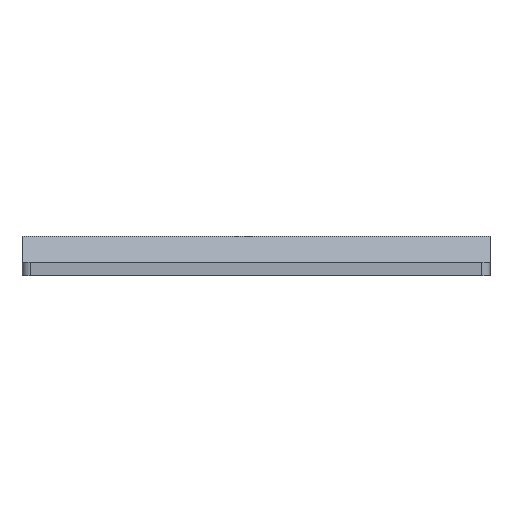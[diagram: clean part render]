
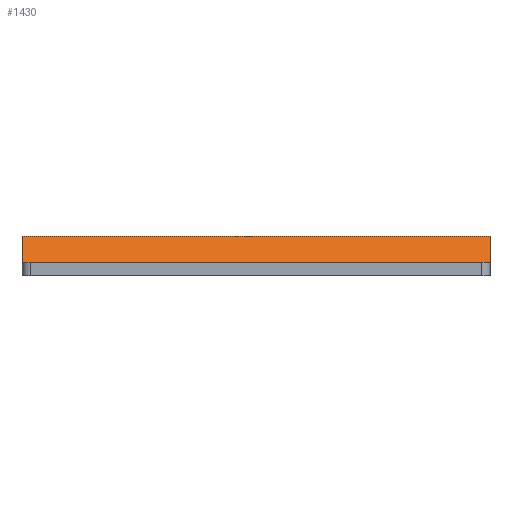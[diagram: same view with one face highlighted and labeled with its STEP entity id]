
A CAD part, top view. The second image highlights one B-rep face of the part: STEP entity #1430.
In plain terms, the highlighted planar face has unit normal (0, 0.707, 0.707).
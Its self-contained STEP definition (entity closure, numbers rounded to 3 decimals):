
#32 = DIRECTION ( 'NONE',  ( 1., 0., 0. ) ) ;
#400 = EDGE_CURVE ( 'NONE', #1042, #3103, #1339, .T. ) ;
#502 = CARTESIAN_POINT ( 'NONE',  ( -52.9, 0., 11.195 ) ) ;
#561 = FACE_OUTER_BOUND ( 'NONE', #3709, .T. ) ;
#1008 = PLANE ( 'NONE',  #3254 ) ;
#1042 = VERTEX_POINT ( 'NONE', #5069 ) ;
#1239 = VECTOR ( 'NONE', #2933, 1000. ) ;
#1283 = CARTESIAN_POINT ( 'NONE',  ( 52.9, 0., 11.195 ) ) ;
#1339 = LINE ( 'NONE', #1283, #4001 ) ;
#1430 = ADVANCED_FACE ( 'NONE', ( #561 ), #1008, .T. ) ;
#1593 = ORIENTED_EDGE ( 'NONE', *, *, #400, .F. ) ;
#1715 = EDGE_CURVE ( 'NONE', #4160, #4020, #2937, .T. ) ;
#2068 = LINE ( 'NONE', #3181, #4118 ) ;
#2071 = VECTOR ( 'NONE', #2537, 1000. ) ;
#2179 = DIRECTION ( 'NONE',  ( 0., 0.707, 0.707 ) ) ;
#2218 = CARTESIAN_POINT ( 'NONE',  ( -52.9, 6., 5.195 ) ) ;
#2476 = DIRECTION ( 'NONE',  ( 0., -0.707, 0.707 ) ) ;
#2537 = DIRECTION ( 'NONE',  ( 0., -0.707, 0.707 ) ) ;
#2609 = ORIENTED_EDGE ( 'NONE', *, *, #4285, .F. ) ;
#2807 = ORIENTED_EDGE ( 'NONE', *, *, #3700, .T. ) ;
#2933 = DIRECTION ( 'NONE',  ( 1., 0., 0. ) ) ;
#2937 = LINE ( 'NONE', #3330, #2071 ) ;
#3103 = VERTEX_POINT ( 'NONE', #4901 ) ;
#3181 = CARTESIAN_POINT ( 'NONE',  ( -52.9, 6., 5.195 ) ) ;
#3254 = AXIS2_PLACEMENT_3D ( 'NONE', #5034, #2179, #3911 ) ;
#3271 = CARTESIAN_POINT ( 'NONE',  ( -52.9, 0., 11.195 ) ) ;
#3330 = CARTESIAN_POINT ( 'NONE',  ( -52.9, 0., 11.195 ) ) ;
#3399 = ORIENTED_EDGE ( 'NONE', *, *, #1715, .T. ) ;
#3700 = EDGE_CURVE ( 'NONE', #4020, #3103, #4494, .T. ) ;
#3709 = EDGE_LOOP ( 'NONE', ( #2807, #1593, #2609, #3399 ) ) ;
#3911 = DIRECTION ( 'NONE',  ( 0., -0.707, 0.707 ) ) ;
#4001 = VECTOR ( 'NONE', #2476, 1000. ) ;
#4020 = VERTEX_POINT ( 'NONE', #3271 ) ;
#4118 = VECTOR ( 'NONE', #32, 1000. ) ;
#4160 = VERTEX_POINT ( 'NONE', #2218 ) ;
#4285 = EDGE_CURVE ( 'NONE', #4160, #1042, #2068, .T. ) ;
#4494 = LINE ( 'NONE', #502, #1239 ) ;
#4901 = CARTESIAN_POINT ( 'NONE',  ( 52.9, 0., 11.195 ) ) ;
#5034 = CARTESIAN_POINT ( 'NONE',  ( -52.9, 0., 11.195 ) ) ;
#5069 = CARTESIAN_POINT ( 'NONE',  ( 52.9, 6., 5.195 ) ) ;
